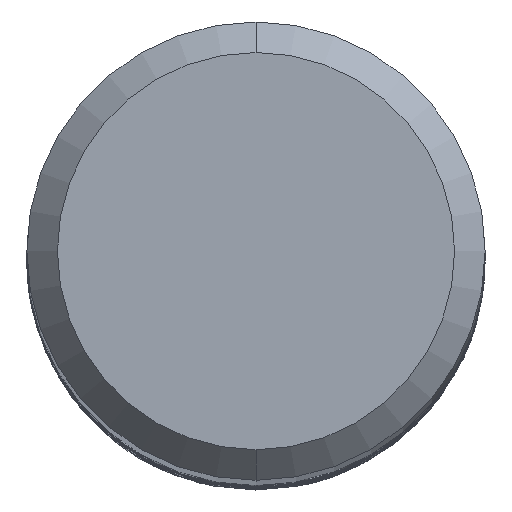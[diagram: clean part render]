
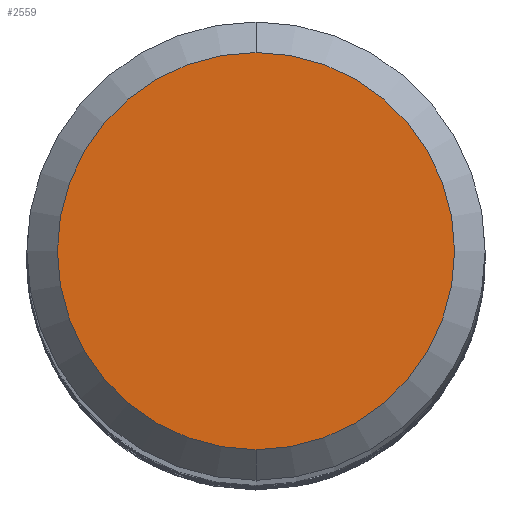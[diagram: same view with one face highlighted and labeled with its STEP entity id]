
A CAD part, top view. The second image highlights one B-rep face of the part: STEP entity #2559.
In plain terms, the highlighted planar face has unit normal (0, 0, 1).
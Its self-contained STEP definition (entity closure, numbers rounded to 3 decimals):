
#1409=EDGE_CURVE('',#2645,#2357,#4017,.T.);
#1847=EDGE_CURVE('',#2357,#2645,#4493,.T.);
#2357=VERTEX_POINT('',#5051);
#2559=ADVANCED_FACE('',(#5269),#5270,.T.);
#2645=VERTEX_POINT('',#5360);
#4017=CIRCLE('',#7892,2.6);
#4493=CIRCLE('',#13931,2.6);
#5051=CARTESIAN_POINT('',(0.0,2.6,0.0));
#5269=FACE_OUTER_BOUND('',#24506,.T.);
#5270=PLANE('',#24507);
#5360=CARTESIAN_POINT('',(0.,-2.6,0.0));
#7892=AXIS2_PLACEMENT_3D('',#40483,#40484,#40485);
#13931=AXIS2_PLACEMENT_3D('',#40955,#40956,#40957);
#24506=EDGE_LOOP('',(#41761,#41762));
#24507=AXIS2_PLACEMENT_3D('',#41763,#41764,#41765);
#40483=CARTESIAN_POINT('',(0.0,0.0,0.0));
#40484=DIRECTION('',(0.0,0.0,-1.0));
#40485=DIRECTION('',(0.0,1.0,0.0));
#40955=CARTESIAN_POINT('',(0.0,0.0,0.0));
#40956=DIRECTION('',(0.0,0.0,-1.0));
#40957=DIRECTION('',(0.0,1.0,0.0));
#41761=ORIENTED_EDGE('',*,*,#1847,.F.);
#41762=ORIENTED_EDGE('',*,*,#1409,.F.);
#41763=CARTESIAN_POINT('',(0.0,1.3,0.0));
#41764=DIRECTION('',(-0.0,0.0,1.0));
#41765=DIRECTION('',(0.0,-1.0,0.0));
